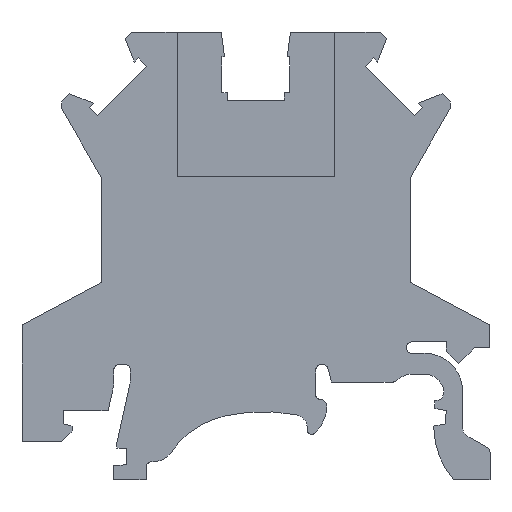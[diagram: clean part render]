
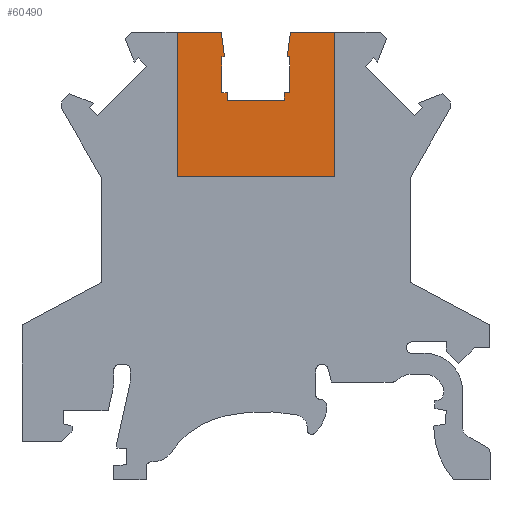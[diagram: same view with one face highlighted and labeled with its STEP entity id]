
A CAD part, left-side view. The second image highlights one B-rep face of the part: STEP entity #60490.
In plain terms, the highlighted face is planar.
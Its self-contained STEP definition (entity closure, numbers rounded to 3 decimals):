
#3390=CARTESIAN_POINT('',(-24.65,34.4,-4.625));
#3400=VERTEX_POINT('',#3390);
#3430=CARTESIAN_POINT('',(0.,34.4,-4.625));
#3440=DIRECTION('',(1.,0.,0.));
#3450=VECTOR('',#3440,1.);
#3460=LINE('',#3430,#3450);
#3470=CARTESIAN_POINT('',(-20.646,34.4,-4.625));
#3480=VERTEX_POINT('',#3470);
#3490=EDGE_CURVE('',#3400,#3480,#3460,.T.);
#4330=CARTESIAN_POINT('',(-10.35,34.4,-4.625));
#4340=VERTEX_POINT('',#4330);
#4370=CARTESIAN_POINT('',(-10.35,0.,-4.625)
);
#4380=DIRECTION('',(0.,1.,0.));
#4390=VECTOR('',#4380,1.);
#4400=LINE('',#4370,#4390);
#4410=CARTESIAN_POINT('',(-10.35,21.3,-4.625));
#4420=VERTEX_POINT('',#4410);
#4430=EDGE_CURVE('',#4420,#4340,#4400,.T.);
#6030=CARTESIAN_POINT('',(-14.4,28.9,-4.625));
#6040=VERTEX_POINT('',#6030);
#6070=CARTESIAN_POINT('',(-14.4,0.,-4.625));
#6080=DIRECTION('',(0.,1.,0.));
#6090=VECTOR('',#6080,1.);
#6100=LINE('',#6070,#6090);
#6110=CARTESIAN_POINT('',(-14.4,32.15,-4.625));
#6120=VERTEX_POINT('',#6110);
#6130=EDGE_CURVE('',#6040,#6120,#6100,.T.);
#17690=CARTESIAN_POINT('',(-14.354,34.4,-4.625));
#17700=VERTEX_POINT('',#17690);
#17730=CARTESIAN_POINT('',(0.,34.4,-4.625));
#17740=DIRECTION('',(1.,0.,0.));
#17750=VECTOR('',#17740,1.);
#17760=LINE('',#17730,#17750);
#17770=EDGE_CURVE('',#17700,#4340,#17760,.T.);
#19480=CARTESIAN_POINT('',(-20.6,28.9,-4.625));
#19490=VERTEX_POINT('',#19480);
#19520=CARTESIAN_POINT('',(0.,28.9,-4.625));
#19530=DIRECTION('',(1.,0.,0.));
#19540=VECTOR('',#19530,1.);
#19550=LINE('',#19520,#19540);
#19560=CARTESIAN_POINT('',(-20.1,28.9,-4.625));
#19570=VERTEX_POINT('',#19560);
#19580=EDGE_CURVE('',#19490,#19570,#19550,.T.);
#24470=CARTESIAN_POINT('',(-14.9,28.2,-4.625));
#24480=VERTEX_POINT('',#24470);
#24510=CARTESIAN_POINT('',(-14.9,0.,-4.625));
#24520=DIRECTION('',(0.,-1.,0.));
#24530=VECTOR('',#24520,1.);
#24540=LINE('',#24510,#24530);
#24550=CARTESIAN_POINT('',(-14.9,28.9,-4.625));
#24560=VERTEX_POINT('',#24550);
#24570=EDGE_CURVE('',#24560,#24480,#24540,.T.);
#24870=CARTESIAN_POINT('',(-20.6,32.15,-4.625));
#24880=VERTEX_POINT('',#24870);
#24910=CARTESIAN_POINT('',(-20.6,0.,-4.625));
#24920=DIRECTION('',(0.,-1.,0.));
#24930=VECTOR('',#24920,1.);
#24940=LINE('',#24910,#24930);
#24950=EDGE_CURVE('',#24880,#19490,#24940,.T.);
#25200=CARTESIAN_POINT('',(-20.1,0.,-4.625));
#25210=DIRECTION('',(0.,1.,0.));
#25220=VECTOR('',#25210,1.);
#25230=LINE('',#25200,#25220);
#25240=CARTESIAN_POINT('',(-20.1,28.2,-4.625));
#25250=VERTEX_POINT('',#25240);
#25260=EDGE_CURVE('',#25250,#19570,#25230,.T.);
#35680=CARTESIAN_POINT('',(0.,32.15,-4.625));
#35690=DIRECTION('',(-1.,0.,0.));
#35700=VECTOR('',#35690,1.);
#35710=LINE('',#35680,#35700);
#35720=CARTESIAN_POINT('',(-14.65,32.15,-4.625));
#35730=VERTEX_POINT('',#35720);
#35740=EDGE_CURVE('',#6120,#35730,#35710,.T.);
#45390=EDGE_CURVE('',#24560,#6040,#19550,.T.);
#45950=CARTESIAN_POINT('',(-20.35,32.15,-4.625));
#45960=VERTEX_POINT('',#45950);
#46010=CARTESIAN_POINT('',(0.,32.15,-4.625));
#46020=DIRECTION('',(-1.,0.,0.));
#46030=VECTOR('',#46020,1.);
#46040=LINE('',#46010,#46030);
#46050=EDGE_CURVE('',#45960,#24880,#46040,.T.);
#58730=CARTESIAN_POINT('',(-24.65,21.3,-4.625));
#58740=VERTEX_POINT('',#58730);
#58770=CARTESIAN_POINT('',(-24.65,0.,-4.625
));
#58780=DIRECTION('',(0.,-1.,0.));
#58790=VECTOR('',#58780,1.);
#58800=LINE('',#58770,#58790);
#58810=EDGE_CURVE('',#3400,#58740,#58800,.T.);
#59030=CARTESIAN_POINT('',(-18.883,0.,-4.625));
#59040=DIRECTION('',(-0.131,-0.991,
0.));
#59050=VECTOR('',#59040,1.);
#59060=LINE('',#59030,#59050);
#59070=EDGE_CURVE('',#17700,#35730,#59060,.T.);
#59260=CARTESIAN_POINT('',(0.,28.2,-4.625));
#59270=DIRECTION('',(-1.,0.,0.));
#59280=VECTOR('',#59270,1.);
#59290=LINE('',#59260,#59280);
#59300=EDGE_CURVE('',#24480,#25250,#59290,.T.);
#59670=CARTESIAN_POINT('',(-16.117,0.,-4.625));
#59680=DIRECTION('',(-0.131,0.991,
0.));
#59690=VECTOR('',#59680,1.);
#59700=LINE('',#59670,#59690);
#59710=EDGE_CURVE('',#45960,#3480,#59700,.T.);
#59890=CARTESIAN_POINT('',(0.,21.3,-4.625));
#59900=DIRECTION('',(1.,0.,0.));
#59910=VECTOR('',#59900,1.);
#59920=LINE('',#59890,#59910);
#59930=EDGE_CURVE('',#58740,#4420,#59920,.T.);
#60260=CARTESIAN_POINT('',(-10.35,33.08,-4.625));
#60270=DIRECTION('',(0.,0.,1.));
#60280=DIRECTION('',(0.,-1.,0.));
#60290=AXIS2_PLACEMENT_3D('',#60260,#60270,#60280);
#60300=PLANE('',#60290);
#60310=ORIENTED_EDGE('',*,*,#59930,.F.);
#60320=ORIENTED_EDGE('',*,*,#4430,.F.);
#60330=ORIENTED_EDGE('',*,*,#17770,.T.);
#60340=ORIENTED_EDGE('',*,*,#59070,.F.);
#60350=ORIENTED_EDGE('',*,*,#35740,.T.);
#60360=ORIENTED_EDGE('',*,*,#6130,.T.);
#60370=ORIENTED_EDGE('',*,*,#45390,.T.);
#60380=ORIENTED_EDGE('',*,*,#24570,.F.);
#60390=ORIENTED_EDGE('',*,*,#59300,.F.);
#60400=ORIENTED_EDGE('',*,*,#25260,.F.);
#60410=ORIENTED_EDGE('',*,*,#19580,.T.);
#60420=ORIENTED_EDGE('',*,*,#24950,.T.);
#60430=ORIENTED_EDGE('',*,*,#46050,.T.);
#60440=ORIENTED_EDGE('',*,*,#59710,.F.);
#60450=ORIENTED_EDGE('',*,*,#3490,.T.);
#60460=ORIENTED_EDGE('',*,*,#58810,.F.);
#60470=EDGE_LOOP('',(#60460,#60450,#60440,#60430,#60420,#60410,#60400,
#60390,#60380,#60370,#60360,#60350,#60340,#60330,#60320,#60310));
#60480=FACE_OUTER_BOUND('',#60470,.T.);
#60490=ADVANCED_FACE('',(#60480),#60300,.F.);
